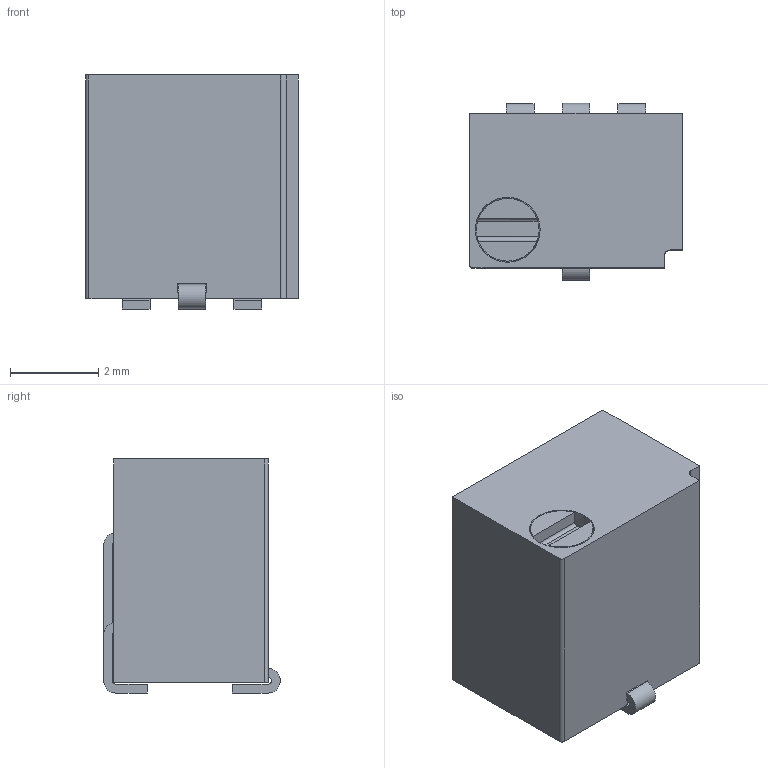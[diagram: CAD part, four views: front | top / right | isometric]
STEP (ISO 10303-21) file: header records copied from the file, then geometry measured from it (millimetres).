
FILE_DESCRIPTION((''),'2;1');
FILE_NAME('44-30A_W_SW0001','2012-02-21T',('bmozley'),(''),'PRO/ENGINEER BY PARAMETRIC TECHNOLOGY CORPORATION, 2011370','PRO/ENGINEER BY PARAMETRIC TECHNOLOGY CORPORATION, 2011370','');
FILE_SCHEMA(('CONFIG_CONTROL_DESIGN'));
Length unit declared in the file: inch
Products named in the file (1): 44-30A_W_SW0001
Bounding box: 4.83 x 4.01 x 5.31 mm (x, y, z)
Volume: 84.8 mm3; surface area: 146.2 mm2
Topology: 1 solids, 1 shells, 94 faces, 272 edges, 180 vertices
Faces by surface type: plane 60, cylinder 32, cone 2
Entity records: 3211 total; most frequent: CARTESIAN_POINT 633, ORIENTED_EDGE 544, DIRECTION 524, EDGE_CURVE 272, VECTOR 184, LINE 184, VERTEX_POINT 180, AXIS2_PLACEMENT_3D 170
